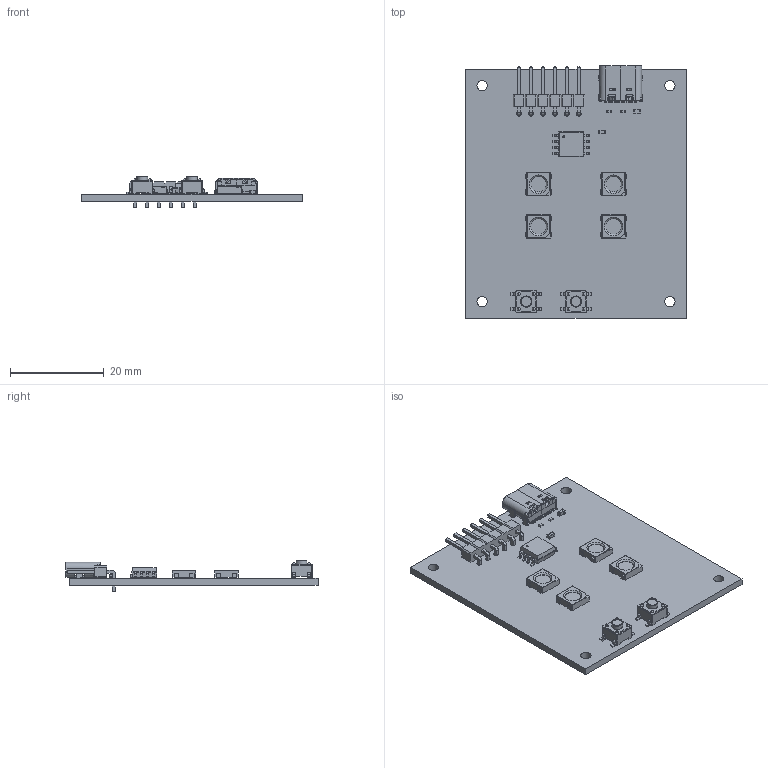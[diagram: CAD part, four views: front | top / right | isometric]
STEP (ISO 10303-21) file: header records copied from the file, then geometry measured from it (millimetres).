
FILE_DESCRIPTION(('KiCad electronic assembly'),'2;1');
FILE_NAME('RockLight.step','2025-03-29T18:10:42',('Pcbnew'),('Kicad'), 'Open CASCADE STEP processor 7.6','KiCad to STEP converter','Unknown' );
FILE_SCHEMA(('AUTOMOTIVE_DESIGN { 1 0 10303 214 1 1 1 1 }'));
Length unit declared in the file: millimetre
Products named in the file (9): RockLight 1; LED_WS2812B_PLCC4_5.0x5.0mm_P3.2mm; SW_SPST_PTS647Sx38; R_0402_1005Metric; PinHeader_1x06_P2.54mm_Horizontal; C_0603_1608Metric; USB_C_Receptacle_GCT_USB4105-xx-A_16P_TopMnt_Horizontal; SOIC-8_5.3x5.3mm_P1.27mm; RockLight_PCB
Assembly tree (14 placements, depth 2):
  RockLight 1
    LED_WS2812B_PLCC4_5.0x5.0mm_P3.2mm  x4
    SW_SPST_PTS647Sx38  x2
    R_0402_1005Metric  x2
    PinHeader_1x06_P2.54mm_Horizontal
    C_0603_1608Metric  x2
    USB_C_Receptacle_GCT_USB4105-xx-A_16P_TopMnt_Horizontal
    SOIC-8_5.3x5.3mm_P1.27mm
    RockLight_PCB
Bounding box: 47 x 53.67 x 6.8 mm (x, y, z)
Volume: 4281.2 mm3; surface area: 7026.2 mm2
Topology: 69 solids, 69 shells, 1603 faces, 4133 edges, 2663 vertices
Faces by surface type: plane 1187, cylinder 386, cone 12, revolution 8, bspline 8, torus 2
Full cylindrical faces by diameter (mm): 0.5 x2, 0.6 x8, 0.65 x2, 1 x6, 2.2 x4, 2.3 x2, 2.4 x2, 3.333 x4
Entity records: 36540 total; most frequent: CARTESIAN_POINT 6487, ORIENTED_EDGE 6195, DIRECTION 6085, EDGE_CURVE 3098, LINE 2521, VECTOR 2521, VERTEX_POINT 1982, AXIS2_PLACEMENT_3D 1780
